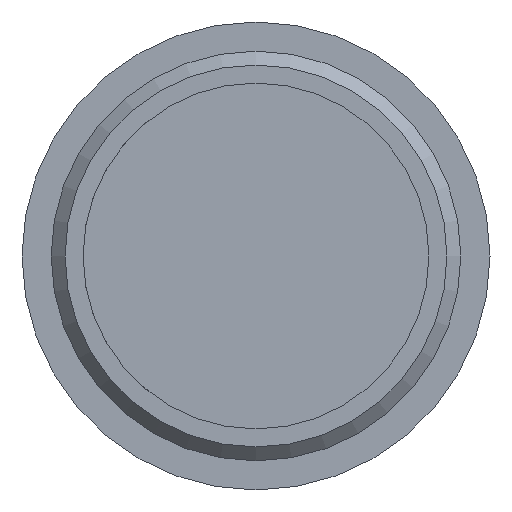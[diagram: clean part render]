
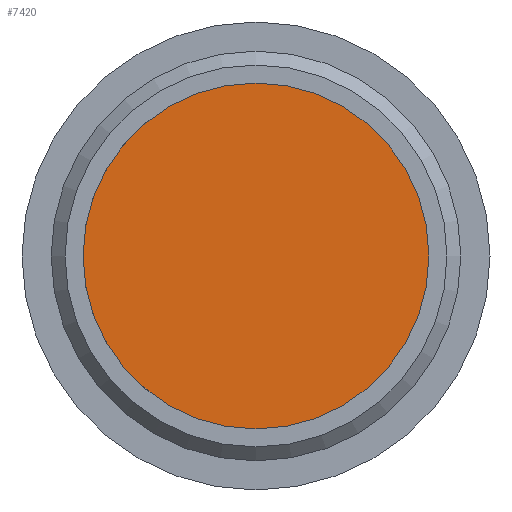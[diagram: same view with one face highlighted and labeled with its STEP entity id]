
A CAD part, front view. The second image highlights one B-rep face of the part: STEP entity #7420.
In plain terms, the highlighted planar face has unit normal (0, -1, 0).
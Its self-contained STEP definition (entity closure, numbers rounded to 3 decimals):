
#876 = DIRECTION ( 'NONE',  ( 0., -1., 0. ) ) ;
#1583 = CARTESIAN_POINT ( 'NONE',  ( 0., 30., -12.45 ) ) ;
#2088 = AXIS2_PLACEMENT_3D ( 'NONE', #3524, #8585, #4059 ) ;
#2146 = AXIS2_PLACEMENT_3D ( 'NONE', #2972, #876, #5798 ) ;
#2972 = CARTESIAN_POINT ( 'NONE',  ( 0., 30., 0. ) ) ;
#3524 = CARTESIAN_POINT ( 'NONE',  ( 0., 30., 0. ) ) ;
#3954 = EDGE_CURVE ( 'NONE', #11932, #11932, #10338, .T. ) ;
#4059 = DIRECTION ( 'NONE',  ( 0., 0., -1. ) ) ;
#5798 = DIRECTION ( 'NONE',  ( 0., 0., -1. ) ) ;
#6502 = ORIENTED_EDGE ( 'NONE', *, *, #3954, .T. ) ;
#7325 = PLANE ( 'NONE',  #2088 ) ;
#7420 = ADVANCED_FACE ( 'NONE', ( #8896 ), #7325, .T. ) ;
#8585 = DIRECTION ( 'NONE',  ( 0., -1., 0. ) ) ;
#8896 = FACE_OUTER_BOUND ( 'NONE', #10941, .T. ) ;
#10338 = CIRCLE ( 'NONE', #2146, 12.45 ) ;
#10941 = EDGE_LOOP ( 'NONE', ( #6502 ) ) ;
#11932 = VERTEX_POINT ( 'NONE', #1583 ) ;
